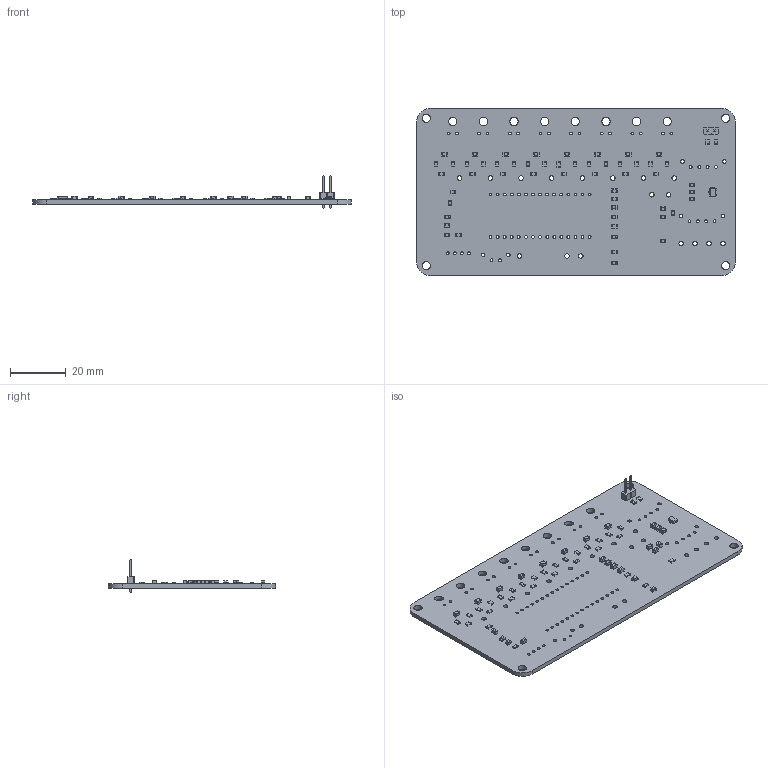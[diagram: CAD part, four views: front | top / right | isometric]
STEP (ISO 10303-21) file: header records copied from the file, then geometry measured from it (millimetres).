
FILE_DESCRIPTION(('FreeCAD Model'),'2;1');
FILE_NAME( 'RTD.step', '2020-10-10T14:09:33',('Author'),(''), 'Open CASCADE STEP processor 7.3','FreeCAD','Unknown');
FILE_SCHEMA(('AUTOMOTIVE_DESIGN { 1 0 10303 214 1 1 1 1 }'));
Length unit declared in the file: millimetre
Products named in the file (64): RTDTemp; Board_Geoms_a89f; Local_CS_a89f; Pcb_a89f; PCB_Sketch_a89f; Step_Models_a89f; Top_a89f; U7_SOT_23W_5E47511B; JP1_PinHeader_1x02_P254mm_Vertical_5E474AD0; C16_C_0805_2012Metric_5E475BC1; C15_C_0805_2012Metric_5E4747D3; C14_C_0805_2012Metric_5E4747C2; C13_C_0805_2012Metric_5E4747B1; C7_C_0805_2012Metric_5E4003D7; C6_C_0805_2012Metric_5E4003C6; R32_R_0805_2012Metric_5E370AB1; R31_R_0805_2012Metric_5E370AA0; R30_R_0805_2012Metric_5E370A8F; R29_R_0805_2012Metric_5E370A7E; R28_R_0805_2012Metric_5E370A6D; R27_R_0805_2012Metric_5E370A5C; R26_R_0805_2012Metric_5E370A4B; R24_R_0805_2012Metric_5E370A3A; R23_R_0805_2012Metric_5E370A29; R19_R_0805_2012Metric_5E370A18; R18_R_0805_2012Metric_5E370A07; R17_R_0805_2012Metric_5E3709F6; R16_R_0805_2012Metric_5E3F5E9A; R15_R_0805_2012Metric_5E3709D4; R13_R_0805_2012Metric_5E3709C3; R12_R_0805_2012Metric_5E3709B2; R11_R_0805_2012Metric_5E3709A1; R8_R_0805_2012Metric_5E370990; R6_R_0805_2012Metric_5E37097F; R5_R_0805_2012Metric_5E37096E; R4_R_0805_2012Metric_5E3EF439; R3_R_0805_2012Metric_5E37094C; R2_R_0805_2012Metric_5E3F3787; R1_R_0805_2012Metric_5E37092A; C19_C_0805_2012Metric_5E3F6AFD ...
Assembly tree (63 placements, depth 4):
  RTDTemp
    Board_Geoms_a89f
      Local_CS_a89f
      Pcb_a89f
      PCB_Sketch_a89f
    Step_Models_a89f
      Top_a89f
        U7_SOT_23W_5E47511B
        JP1_PinHeader_1x02_P254mm_Vertical_5E474AD0
        C16_C_0805_2012Metric_5E475BC1
        C15_C_0805_2012Metric_5E4747D3
        C14_C_0805_2012Metric_5E4747C2
        C13_C_0805_2012Metric_5E4747B1
        C7_C_0805_2012Metric_5E4003D7
        C6_C_0805_2012Metric_5E4003C6
        R32_R_0805_2012Metric_5E370AB1
        R31_R_0805_2012Metric_5E370AA0
        R30_R_0805_2012Metric_5E370A8F
        R29_R_0805_2012Metric_5E370A7E
        R28_R_0805_2012Metric_5E370A6D
        R27_R_0805_2012Metric_5E370A5C
        R26_R_0805_2012Metric_5E370A4B
        R24_R_0805_2012Metric_5E370A3A
        R23_R_0805_2012Metric_5E370A29
        R19_R_0805_2012Metric_5E370A18
        R18_R_0805_2012Metric_5E370A07
        R17_R_0805_2012Metric_5E3709F6
        R16_R_0805_2012Metric_5E3F5E9A
        R15_R_0805_2012Metric_5E3709D4
        R13_R_0805_2012Metric_5E3709C3
        R12_R_0805_2012Metric_5E3709B2
        R11_R_0805_2012Metric_5E3709A1
        R8_R_0805_2012Metric_5E370990
        R6_R_0805_2012Metric_5E37097F
        R5_R_0805_2012Metric_5E37096E
        R4_R_0805_2012Metric_5E3EF439
        R3_R_0805_2012Metric_5E37094C
        R2_R_0805_2012Metric_5E3F3787
        R1_R_0805_2012Metric_5E37092A
        C19_C_0805_2012Metric_5E3F6AFD
        C18_C_0805_2012Metric_5E3707F4
        C17_C_0805_2012Metric_5E3707E3
        C5_C_0805_2012Metric_5E3707D2
        C4_C_0805_2012Metric_5E3EF89F
        C3_C_0805_2012Metric_5E3707B0
        C2_C_0805_2012Metric_5E37079F
        C1_C_0805_2012Metric_5E37078E
        C9_C_0805_2012Metric_5E49071F
        C10_C_0805_2012Metric_5E49072F
        C11_C_0805_2012Metric_5E49073F
        C12_C_0805_2012Metric_5E49074F
        L2_L_0805_2012Metric_5E490782
        L3_L_0805_2012Metric_5E490792
        LED3_LED_0805_2012Metric_5E4907A2
        LED7_LED_0805_2012Metric_5E4907B4
        LED8_LED_0805_2012Metric_5E4907C6
        LED9_LED_0805_2012Metric_5E4907D8
        R9_R_0805_2012Metric_5E4907EA
        R10_R_0805_2012Metric_5E4907FA
        R14_R_0805_2012Metric_5E49080A
Bounding box: 114.5 x 60 x 11.54 mm (x, y, z)
Volume: 10816.4 mm3; surface area: 15234.5 mm2
Topology: 58 solids, 58 shells, 1804 faces, 4720 edges, 3088 vertices
Faces by surface type: plane 1144, cylinder 633, bspline 27
Full cylindrical faces by diameter (mm): 1 x6, 1.02 x26, 1.021 x30, 1.27 x6, 1.6 x17, 3 x12
Entity records: 68578 total; most frequent: CARTESIAN_POINT 9789, DIRECTION 9640, ORIENTED_EDGE 9424, EDGE_CURVE 4712, LINE 3418, VECTOR 3418, AXIS2_PLACEMENT_3D 3111, VERTEX_POINT 3072
